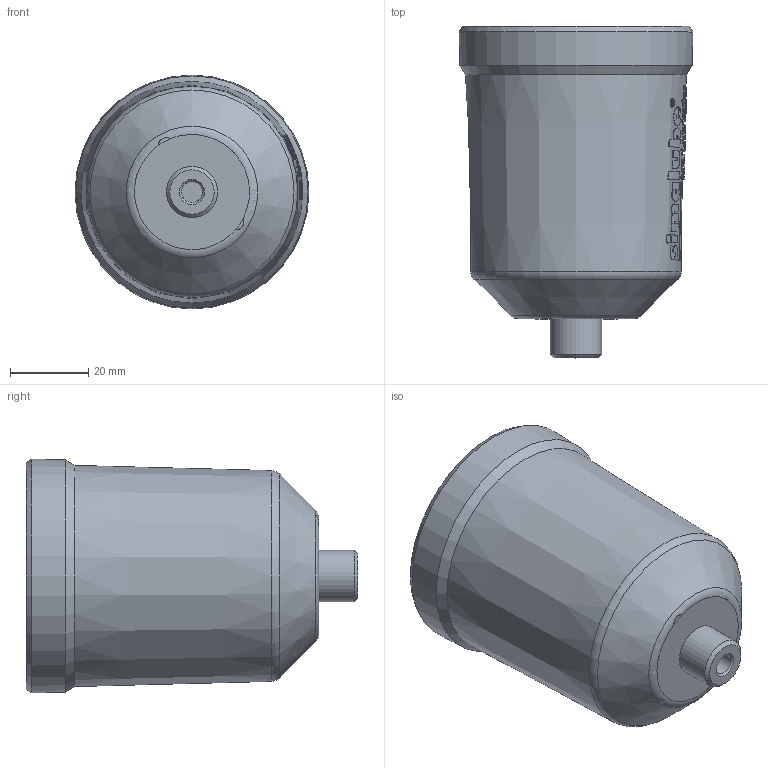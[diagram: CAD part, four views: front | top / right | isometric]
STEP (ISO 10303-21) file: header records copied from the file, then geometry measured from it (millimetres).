
FILE_DESCRIPTION(/* description */ ('Impulse 10bar'),/* implementation_level */ '2;1');
FILE_NAME(/* name */ '230_1000_Impulse 10bar.stp',/* time_stamp */ '2019-06-17T10:34:58+02:00',/* author */ ('PascalZweiacker'),/* organization */ (''),/* preprocessor_version */ 'ST-DEVELOPER v17',/* originating_system */ 'Autodesk Inventor 2018',/* authorisation */ '');
FILE_SCHEMA (('AUTOMOTIVE_DESIGN { 1 0 10303 214 3 1 1 }'));
Length unit declared in the file: millimetre
Products named in the file (1): 230.1000
Bounding box: 59.92 x 85 x 59.92 mm (x, y, z)
Volume: 160655 mm3; surface area: 21775.9 mm2
Topology: 38 solids, 39 shells, 1683 faces, 4486 edges, 2959 vertices
Faces by surface type: plane 761, bspline 696, cone 116, cylinder 76, torus 28, sphere 6
Full cylindrical faces by diameter (mm): 5.4 x1, 7.1 x1, 13.15 x1, 57.133 x2, 57.45 x2
Entity records: 119401 total; most frequent: CARTESIAN_POINT 80564, ORIENTED_EDGE 8972, DIRECTION 5223, EDGE_CURVE 4486, VERTEX_POINT 2959, LINE 2663, VECTOR 2663, EDGE_LOOP 1805
